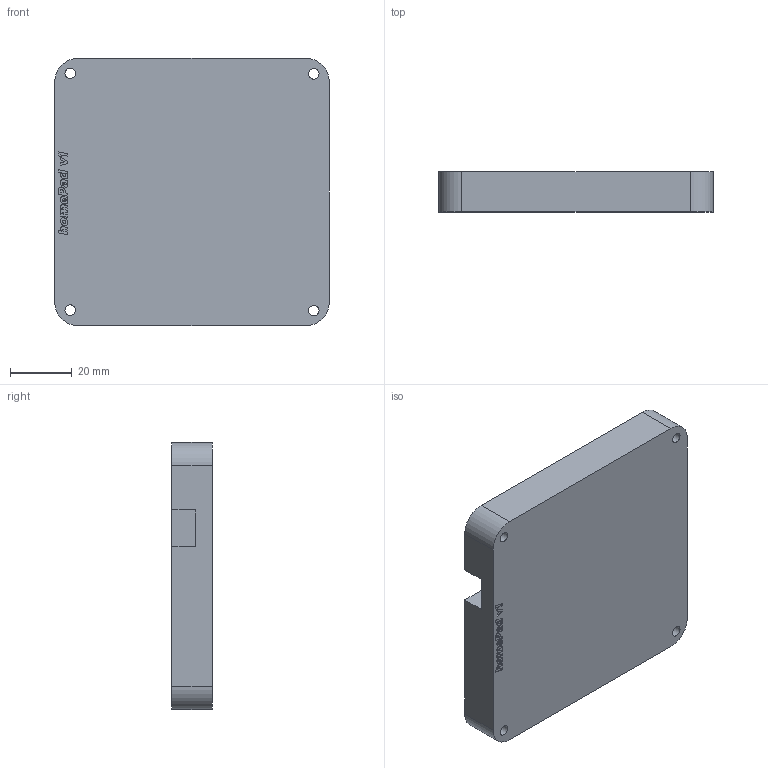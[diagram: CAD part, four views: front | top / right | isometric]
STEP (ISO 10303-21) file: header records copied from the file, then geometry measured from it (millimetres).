
FILE_DESCRIPTION(/* description */ (''),/* implementation_level */ '2;1');
FILE_NAME(/* name */ 'Bottom.stp',/* time_stamp */ '2025-06-26T05:07:03-04:00',/* author */ ('shlinke'),/* organization */ (''),/* preprocessor_version */ 'ST-DEVELOPER v20.1',/* originating_system */ 'Autodesk Inventor 2026',/* authorisation */ '');
FILE_SCHEMA (('AUTOMOTIVE_DESIGN { 1 0 10303 214 3 1 1 }'));
Length unit declared in the file: millimetre
Products named in the file (1): case bottom
Bounding box: 89.06 x 13 x 86.67 mm (x, y, z)
Volume: 52064 mm3; surface area: 23036.8 mm2
Topology: 1 solids, 1 shells, 165 faces, 435 edges, 290 vertices
Faces by surface type: plane 99, bspline 54, cylinder 12
Full cylindrical faces by diameter (mm): 3.4 x4, 6 x4
Entity records: 5622 total; most frequent: CARTESIAN_POINT 1645, ORIENTED_EDGE 870, DIRECTION 575, EDGE_CURVE 435, LINE 303, VECTOR 303, VERTEX_POINT 290, EDGE_LOOP 191
